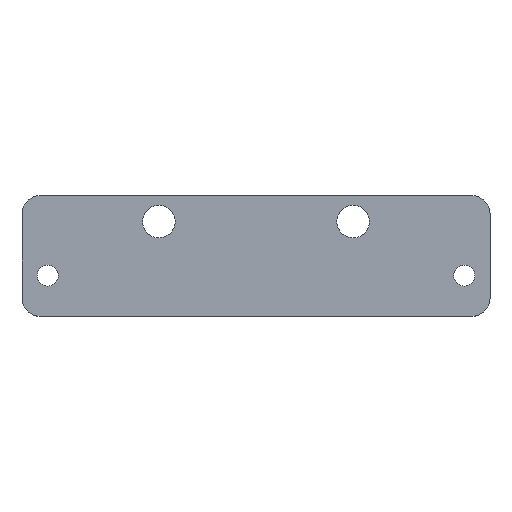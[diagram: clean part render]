
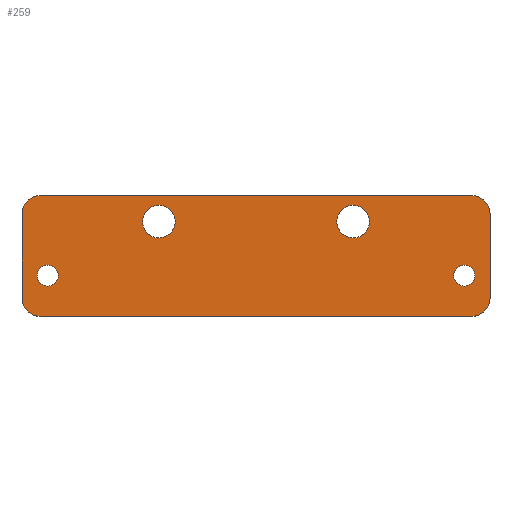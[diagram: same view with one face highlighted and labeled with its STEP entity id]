
A CAD part, top view. The second image highlights one B-rep face of the part: STEP entity #259.
In plain terms, the highlighted planar face has unit normal (0, 0, 1).
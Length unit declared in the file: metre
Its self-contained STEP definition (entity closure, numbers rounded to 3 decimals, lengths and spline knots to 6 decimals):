
#12=CIRCLE('',#275,0.003);
#14=CIRCLE('',#279,0.003);
#16=CIRCLE('',#283,0.003);
#19=CIRCLE('',#288,0.00175);
#21=CIRCLE('',#291,0.00175);
#23=CIRCLE('',#294,0.0027);
#25=CIRCLE('',#297,0.0027);
#26=CIRCLE('',#299,0.003);
#88=ORIENTED_EDGE('',*,*,#129,.F.);
#89=ORIENTED_EDGE('',*,*,#127,.F.);
#90=ORIENTED_EDGE('',*,*,#125,.F.);
#91=ORIENTED_EDGE('',*,*,#123,.F.);
#92=ORIENTED_EDGE('',*,*,#100,.T.);
#93=ORIENTED_EDGE('',*,*,#104,.T.);
#94=ORIENTED_EDGE('',*,*,#107,.T.);
#95=ORIENTED_EDGE('',*,*,#110,.T.);
#96=ORIENTED_EDGE('',*,*,#113,.F.);
#97=ORIENTED_EDGE('',*,*,#116,.T.);
#98=ORIENTED_EDGE('',*,*,#119,.F.);
#99=ORIENTED_EDGE('',*,*,#130,.T.);
#100=EDGE_CURVE('',#132,#133,#156,.T.);
#104=EDGE_CURVE('',#133,#136,#12,.T.);
#107=EDGE_CURVE('',#136,#138,#161,.T.);
#110=EDGE_CURVE('',#138,#140,#14,.T.);
#113=EDGE_CURVE('',#142,#140,#165,.T.);
#116=EDGE_CURVE('',#142,#144,#16,.T.);
#119=EDGE_CURVE('',#146,#144,#169,.T.);
#123=EDGE_CURVE('',#149,#149,#19,.T.);
#125=EDGE_CURVE('',#151,#151,#21,.T.);
#127=EDGE_CURVE('',#153,#153,#23,.T.);
#129=EDGE_CURVE('',#155,#155,#25,.T.);
#130=EDGE_CURVE('',#146,#132,#26,.T.);
#132=VERTEX_POINT('',#384);
#133=VERTEX_POINT('',#385);
#136=VERTEX_POINT('',#393);
#138=VERTEX_POINT('',#399);
#140=VERTEX_POINT('',#405);
#142=VERTEX_POINT('',#411);
#144=VERTEX_POINT('',#417);
#146=VERTEX_POINT('',#423);
#149=VERTEX_POINT('',#431);
#151=VERTEX_POINT('',#436);
#153=VERTEX_POINT('',#441);
#155=VERTEX_POINT('',#446);
#156=LINE('',#383,#172);
#161=LINE('',#398,#177);
#165=LINE('',#410,#181);
#169=LINE('',#422,#185);
#172=VECTOR('',#307,1.);
#177=VECTOR('',#320,1.);
#181=VECTOR('',#332,1.);
#185=VECTOR('',#344,1.);
#209=EDGE_LOOP('',(#88));
#210=EDGE_LOOP('',(#89));
#211=EDGE_LOOP('',(#90));
#212=EDGE_LOOP('',(#91));
#213=EDGE_LOOP('',(#92,#93,#94,#95,#96,#97,#98,#99));
#235=FACE_BOUND('',#209,.T.);
#236=FACE_BOUND('',#210,.T.);
#237=FACE_BOUND('',#211,.T.);
#238=FACE_BOUND('',#212,.T.);
#239=FACE_BOUND('',#213,.T.);
#245=PLANE('',#302);
#259=ADVANCED_FACE('',(#235,#236,#237,#238,#239),#245,.T.);
#275=AXIS2_PLACEMENT_3D('',#392,#313,#314);
#279=AXIS2_PLACEMENT_3D('',#404,#325,#326);
#283=AXIS2_PLACEMENT_3D('',#416,#337,#338);
#288=AXIS2_PLACEMENT_3D('',#430,#351,#352);
#291=AXIS2_PLACEMENT_3D('',#435,#357,#358);
#294=AXIS2_PLACEMENT_3D('',#440,#363,#364);
#297=AXIS2_PLACEMENT_3D('',#445,#369,#370);
#299=AXIS2_PLACEMENT_3D('',#448,#373,#374);
#302=AXIS2_PLACEMENT_3D('',#451,#379,#380);
#307=DIRECTION('',(0.,1.,0.));
#313=DIRECTION('',(0.,0.,1.));
#314=DIRECTION('',(0.,-1.,0.));
#320=DIRECTION('',(-1.,0.,0.));
#325=DIRECTION('',(0.,0.,1.));
#326=DIRECTION('',(0.,-1.,0.));
#332=DIRECTION('',(0.,1.,0.));
#337=DIRECTION('',(0.,0.,1.));
#338=DIRECTION('',(0.,-1.,0.));
#344=DIRECTION('',(-1.,0.,0.));
#351=DIRECTION('',(0.,0.,1.));
#352=DIRECTION('',(0.,-1.,0.));
#357=DIRECTION('',(0.,0.,1.));
#358=DIRECTION('',(0.,-1.,0.));
#363=DIRECTION('',(0.,0.,1.));
#364=DIRECTION('',(0.,-1.,0.));
#369=DIRECTION('',(0.,0.,1.));
#370=DIRECTION('',(0.,-1.,0.));
#373=DIRECTION('',(0.,0.,1.));
#374=DIRECTION('',(0.,-1.,0.));
#379=DIRECTION('',(0.,0.,1.));
#380=DIRECTION('',(1.,0.,0.));
#383=CARTESIAN_POINT('',(0.03388,-0.06113,0.00122));
#384=CARTESIAN_POINT('',(0.03388,-0.06813,0.00122));
#385=CARTESIAN_POINT('',(0.03388,-0.05413,0.00122));
#392=CARTESIAN_POINT('',(0.03088,-0.05413,0.00122));
#393=CARTESIAN_POINT('',(0.03088,-0.05113,0.00122));
#398=CARTESIAN_POINT('',(-0.004935,-0.05113,0.00122));
#399=CARTESIAN_POINT('',(-0.04075,-0.05113,0.00122));
#404=CARTESIAN_POINT('',(-0.04075,-0.05413,0.00122));
#405=CARTESIAN_POINT('',(-0.04375,-0.05413,0.00122));
#410=CARTESIAN_POINT('',(-0.04375,-0.06113,0.00122));
#411=CARTESIAN_POINT('',(-0.04375,-0.06813,0.00122));
#416=CARTESIAN_POINT('',(-0.04075,-0.06813,0.00122));
#417=CARTESIAN_POINT('',(-0.04075,-0.07113,0.00122));
#422=CARTESIAN_POINT('',(-0.004935,-0.07113,0.00122));
#423=CARTESIAN_POINT('',(0.03088,-0.07113,0.00122));
#430=CARTESIAN_POINT('',(0.02963,-0.06438,0.00122));
#431=CARTESIAN_POINT('',(0.02963,-0.06613,0.00122));
#435=CARTESIAN_POINT('',(-0.0395,-0.06438,0.00122));
#436=CARTESIAN_POINT('',(-0.0395,-0.06613,0.00122));
#440=CARTESIAN_POINT('',(0.01118,-0.05543,0.00122));
#441=CARTESIAN_POINT('',(0.01118,-0.05813,0.00122));
#445=CARTESIAN_POINT('',(-0.02105,-0.05543,0.00122));
#446=CARTESIAN_POINT('',(-0.02105,-0.05813,0.00122));
#448=CARTESIAN_POINT('',(0.03088,-0.06813,0.00122));
#451=CARTESIAN_POINT('',(0.,-0.076725,0.00122));
